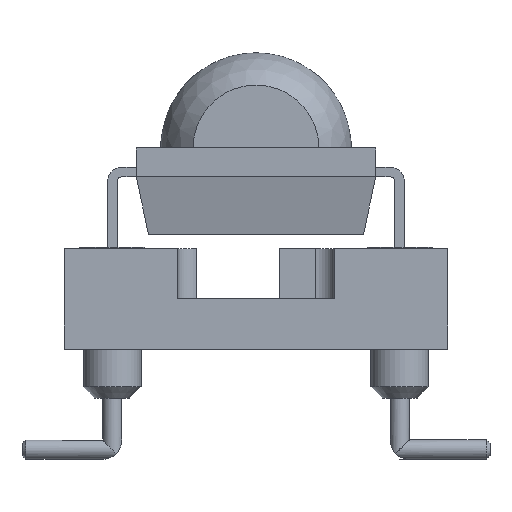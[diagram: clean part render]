
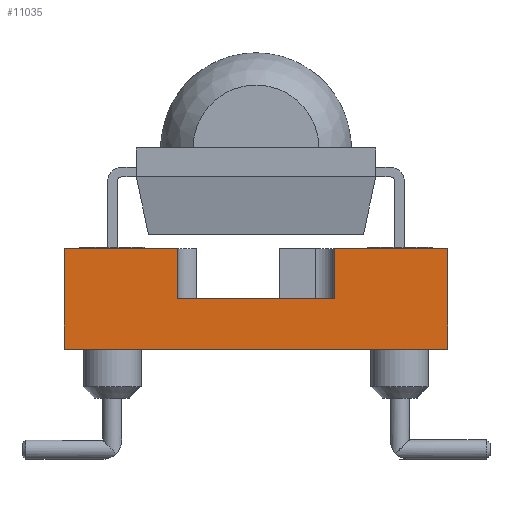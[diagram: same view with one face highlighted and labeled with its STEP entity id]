
A CAD part, front view. The second image highlights one B-rep face of the part: STEP entity #11035.
In plain terms, the highlighted planar face has unit normal (0, -1, 0).
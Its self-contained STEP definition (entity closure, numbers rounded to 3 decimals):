
#1277=ORIENTED_EDGE('',*,*,#3190,.T.);
#1278=ORIENTED_EDGE('',*,*,#3187,.F.);
#1279=ORIENTED_EDGE('',*,*,#3183,.T.);
#1280=ORIENTED_EDGE('',*,*,#3181,.T.);
#1281=ORIENTED_EDGE('',*,*,#3185,.F.);
#1282=ORIENTED_EDGE('',*,*,#3194,.F.);
#1283=ORIENTED_EDGE('',*,*,#3200,.F.);
#1284=ORIENTED_EDGE('',*,*,#3199,.T.);
#3181=EDGE_CURVE('',#4220,#4219,#4762,.T.);
#3183=EDGE_CURVE('',#4221,#4220,#4764,.T.);
#3185=EDGE_CURVE('',#4222,#4219,#4766,.T.);
#3187=EDGE_CURVE('',#4221,#4223,#4768,.T.);
#3190=EDGE_CURVE('',#4224,#4223,#4771,.T.);
#3194=EDGE_CURVE('',#4227,#4222,#4775,.T.);
#3199=EDGE_CURVE('',#4230,#4224,#4780,.T.);
#3200=EDGE_CURVE('',#4230,#4227,#4781,.T.);
#4219=VERTEX_POINT('',#15503);
#4220=VERTEX_POINT('',#15505);
#4221=VERTEX_POINT('',#15509);
#4222=VERTEX_POINT('',#15513);
#4223=VERTEX_POINT('',#15517);
#4224=VERTEX_POINT('',#15521);
#4227=VERTEX_POINT('',#15531);
#4230=VERTEX_POINT('',#15538);
#4762=LINE('',#15504,#5426);
#4764=LINE('',#15508,#5428);
#4766=LINE('',#15512,#5430);
#4768=LINE('',#15516,#5432);
#4771=LINE('',#15522,#5435);
#4775=LINE('',#15530,#5439);
#4780=LINE('',#15540,#5444);
#4781=LINE('',#15542,#5445);
#5426=VECTOR('',#13022,1000.);
#5428=VECTOR('',#13026,1000.);
#5430=VECTOR('',#13030,1000.);
#5432=VECTOR('',#13034,1000.);
#5435=VECTOR('',#13039,1000.);
#5439=VECTOR('',#13047,1000.);
#5444=VECTOR('',#13054,1000.);
#5445=VECTOR('',#13057,1000.);
#6327=EDGE_LOOP('',(#1277,#1278,#1279,#1280,#1281,#1282,#1283,#1284));
#6966=FACE_BOUND('',#6327,.T.);
#7357=PLANE('',#11739);
#11035=ADVANCED_FACE('',(#6966),#7357,.F.);
#11739=AXIS2_PLACEMENT_3D('',#15541,#13055,#13056);
#13022=DIRECTION('',(-1.,0.,0.));
#13026=DIRECTION('',(0.,0.,-1.));
#13030=DIRECTION('',(0.,0.,-1.));
#13034=DIRECTION('',(1.,0.,0.));
#13039=DIRECTION('',(0.,0.,1.));
#13047=DIRECTION('',(1.,0.,0.));
#13054=DIRECTION('',(1.,0.,0.));
#13055=DIRECTION('',(0.,1.,0.));
#13056=DIRECTION('',(1.,0.,0.));
#13057=DIRECTION('',(0.,0.,1.));
#15503=CARTESIAN_POINT('',(1.73,-16.51,2.634));
#15504=CARTESIAN_POINT('',(5.89,-16.51,2.634));
#15505=CARTESIAN_POINT('',(5.89,-16.51,2.634));
#15508=CARTESIAN_POINT('',(5.89,-16.51,3.967));
#15509=CARTESIAN_POINT('',(5.89,-16.51,3.967));
#15512=CARTESIAN_POINT('',(1.73,-16.51,3.967));
#15513=CARTESIAN_POINT('',(1.73,-16.51,3.967));
#15516=CARTESIAN_POINT('',(-1.27,-16.51,3.967));
#15517=CARTESIAN_POINT('',(8.89,-16.51,3.967));
#15521=CARTESIAN_POINT('',(8.89,-16.51,1.3));
#15522=CARTESIAN_POINT('',(8.89,-16.51,1.3));
#15530=CARTESIAN_POINT('',(-1.27,-16.51,3.967));
#15531=CARTESIAN_POINT('',(-1.27,-16.51,3.967));
#15538=CARTESIAN_POINT('',(-1.27,-16.51,1.3));
#15540=CARTESIAN_POINT('',(-1.27,-16.51,1.3));
#15541=CARTESIAN_POINT('',(-1.27,-16.51,1.3));
#15542=CARTESIAN_POINT('',(-1.27,-16.51,1.3));
